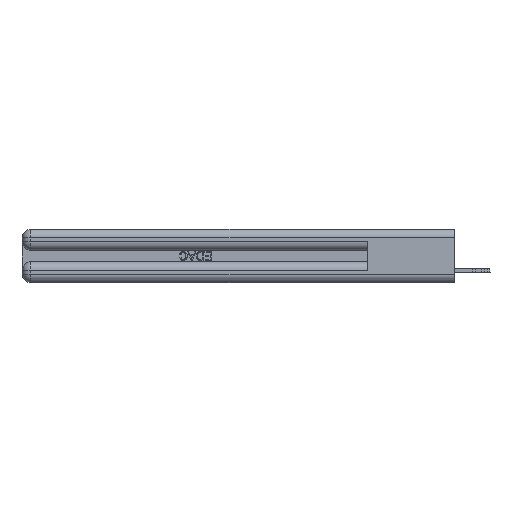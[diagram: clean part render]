
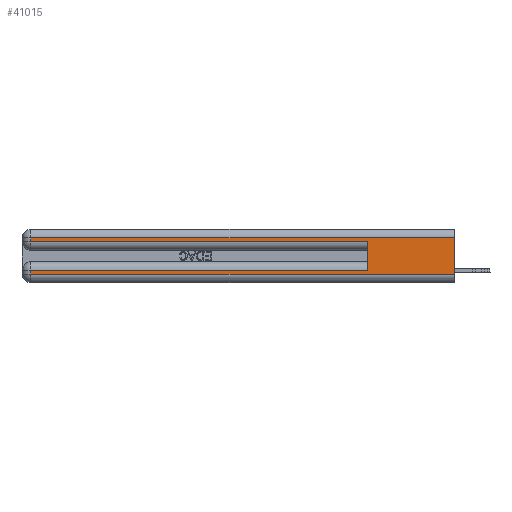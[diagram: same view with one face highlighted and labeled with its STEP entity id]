
A CAD part, left-side view. The second image highlights one B-rep face of the part: STEP entity #41015.
In plain terms, the highlighted planar face has unit normal (-1, 0, 0).
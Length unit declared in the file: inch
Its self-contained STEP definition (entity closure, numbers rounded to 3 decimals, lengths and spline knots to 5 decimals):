
#567 = ORIENTED_EDGE ( 'NONE', *, *, #1970, .T. ) ;
#1717 = CARTESIAN_POINT ( 'NONE',  ( 0., 0., 0.31 ) ) ;
#1934 = VERTEX_POINT ( 'NONE', #23604 ) ;
#1970 = EDGE_CURVE ( 'NONE', #47462, #9084, #10240, .T. ) ;
#2540 = ORIENTED_EDGE ( 'NONE', *, *, #23773, .T. ) ;
#3087 = ORIENTED_EDGE ( 'NONE', *, *, #33866, .T. ) ;
#3604 = DIRECTION ( 'NONE',  ( 0., 0., -1. ) ) ;
#3904 = LINE ( 'NONE', #43923, #31000 ) ;
#3928 = AXIS2_PLACEMENT_3D ( 'NONE', #8603, #11627, #15656 ) ;
#7692 = VERTEX_POINT ( 'NONE', #20752 ) ;
#7931 = VECTOR ( 'NONE', #14383, 39.37008 ) ;
#8603 = CARTESIAN_POINT ( 'NONE',  ( 0., 0., 0.37 ) ) ;
#9084 = VERTEX_POINT ( 'NONE', #34513 ) ;
#10240 = LINE ( 'NONE', #24264, #18843 ) ;
#11489 = VERTEX_POINT ( 'NONE', #12543 ) ;
#11627 = DIRECTION ( 'NONE',  ( 1., 0., 0. ) ) ;
#12543 = CARTESIAN_POINT ( 'NONE',  ( 0., 0., 0.06 ) ) ;
#13750 = DIRECTION ( 'NONE',  ( 0., 1., 0. ) ) ;
#14383 = DIRECTION ( 'NONE',  ( 0., 0., -1. ) ) ;
#15223 = DIRECTION ( 'NONE',  ( 0., 0., -1. ) ) ;
#15335 = PLANE ( 'NONE',  #3928 ) ;
#15352 = VECTOR ( 'NONE', #42682, 39.37008 ) ;
#15656 = DIRECTION ( 'NONE',  ( 0., 0., -1. ) ) ;
#16822 = ORIENTED_EDGE ( 'NONE', *, *, #46896, .T. ) ;
#16841 = FACE_OUTER_BOUND ( 'NONE', #42840, .T. ) ;
#16998 = LINE ( 'NONE', #29743, #47072 ) ;
#18843 = VECTOR ( 'NONE', #13750, 39.37008 ) ;
#18875 = VERTEX_POINT ( 'NONE', #24572 ) ;
#20119 = CARTESIAN_POINT ( 'NONE',  ( 0., 0.6, 0.145 ) ) ;
#20331 = ORIENTED_EDGE ( 'NONE', *, *, #21966, .T. ) ;
#20752 = CARTESIAN_POINT ( 'NONE',  ( 0., 2.94, 0.31 ) ) ;
#21966 = EDGE_CURVE ( 'NONE', #40899, #11489, #46193, .T. ) ;
#22438 = VECTOR ( 'NONE', #44824, 39.37008 ) ;
#22514 = VECTOR ( 'NONE', #38811, 39.37008 ) ;
#23604 = CARTESIAN_POINT ( 'NONE',  ( 0., 0., 0.31 ) ) ;
#23773 = EDGE_CURVE ( 'NONE', #1934, #7692, #38436, .T. ) ;
#24264 = CARTESIAN_POINT ( 'NONE',  ( 0., 0., 0.085 ) ) ;
#24572 = CARTESIAN_POINT ( 'NONE',  ( 0., 0.6, 0.285 ) ) ;
#26568 = CARTESIAN_POINT ( 'NONE',  ( 0., 0., 0.06 ) ) ;
#28954 = DIRECTION ( 'NONE',  ( 0., -1., 0. ) ) ;
#29704 = CARTESIAN_POINT ( 'NONE',  ( 0., 2.94, 0.06 ) ) ;
#29743 = CARTESIAN_POINT ( 'NONE',  ( 0., 2.94, 0.37 ) ) ;
#31000 = VECTOR ( 'NONE', #3604, 39.37008 ) ;
#31537 = EDGE_CURVE ( 'NONE', #7692, #47846, #43168, .T. ) ;
#32342 = LINE ( 'NONE', #20119, #22514 ) ;
#32481 = ORIENTED_EDGE ( 'NONE', *, *, #31537, .T. ) ;
#33866 = EDGE_CURVE ( 'NONE', #47846, #18875, #45591, .T. ) ;
#34513 = CARTESIAN_POINT ( 'NONE',  ( 0., 2.94, 0.085 ) ) ;
#35411 = ORIENTED_EDGE ( 'NONE', *, *, #41833, .F. ) ;
#36603 = CARTESIAN_POINT ( 'NONE',  ( 0., 2.94, 0.37 ) ) ;
#36790 = CARTESIAN_POINT ( 'NONE',  ( 0., 0.6, 0.085 ) ) ;
#38436 = LINE ( 'NONE', #1717, #15352 ) ;
#38811 = DIRECTION ( 'NONE',  ( 0., 0., 1. ) ) ;
#40482 = ORIENTED_EDGE ( 'NONE', *, *, #44111, .F. ) ;
#40899 = VERTEX_POINT ( 'NONE', #29704 ) ;
#41015 = ADVANCED_FACE ( 'NONE', ( #16841 ), #15335, .F. ) ;
#41833 = EDGE_CURVE ( 'NONE', #47462, #18875, #32342, .T. ) ;
#42307 = CARTESIAN_POINT ( 'NONE',  ( 0., 2.94, 0.285 ) ) ;
#42674 = VECTOR ( 'NONE', #28954, 39.37008 ) ;
#42682 = DIRECTION ( 'NONE',  ( 0., 1., 0. ) ) ;
#42840 = EDGE_LOOP ( 'NONE', ( #40482, #2540, #32481, #3087, #35411, #567, #16822, #20331 ) ) ;
#43168 = LINE ( 'NONE', #36603, #7931 ) ;
#43923 = CARTESIAN_POINT ( 'NONE',  ( 0., 0., 0.37 ) ) ;
#44111 = EDGE_CURVE ( 'NONE', #1934, #11489, #3904, .T. ) ;
#44824 = DIRECTION ( 'NONE',  ( 0., -1., 0. ) ) ;
#45591 = LINE ( 'NONE', #47681, #42674 ) ;
#46193 = LINE ( 'NONE', #26568, #22438 ) ;
#46896 = EDGE_CURVE ( 'NONE', #9084, #40899, #16998, .T. ) ;
#47072 = VECTOR ( 'NONE', #15223, 39.37008 ) ;
#47462 = VERTEX_POINT ( 'NONE', #36790 ) ;
#47681 = CARTESIAN_POINT ( 'NONE',  ( 0., 0., 0.285 ) ) ;
#47846 = VERTEX_POINT ( 'NONE', #42307 ) ;
